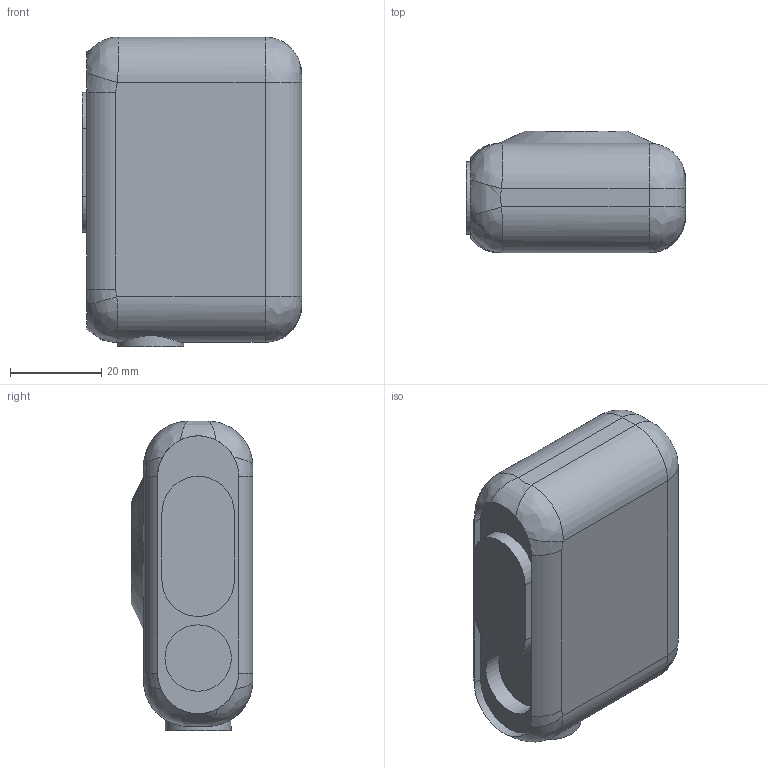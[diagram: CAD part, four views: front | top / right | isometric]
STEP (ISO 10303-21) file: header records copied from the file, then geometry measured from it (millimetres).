
FILE_DESCRIPTION(/* description */ (''),/* implementation_level */ '2;1');
FILE_NAME(/* name */ '4bfc4879-17cf-4bf4-bd70-203dc3496e99.stp',/* time_stamp */ '2019-07-21T14:10:06+02:00',/* author */ (''),/* organization */ (''),/* preprocessor_version */ 'ST-DEVELOPER v18',/* originating_system */ 'Autodesk Translation Framework v8.2.0.1029',/* authorisation */ '');
FILE_SCHEMA (('AUTOMOTIVE_DESIGN { 1 0 10303 214 3 1 1 }'));
Length unit declared in the file: millimetre
Products named in the file (1): 100_DXO_Camera
Bounding box: 48.1 x 26.7 x 68 mm (x, y, z)
Volume: 69073.5 mm3; surface area: 10651.6 mm2
Topology: 1 solids, 1 shells, 47 faces, 109 edges, 66 vertices
Faces by surface type: cylinder 16, plane 16, bspline 14, cone 1
Full cylindrical faces by diameter (mm): 14.422 x1, 14.57 x1
Entity records: 1709 total; most frequent: CARTESIAN_POINT 639, ORIENTED_EDGE 218, DIRECTION 215, EDGE_CURVE 109, AXIS2_PLACEMENT_3D 87, VERTEX_POINT 66, CIRCLE 53, EDGE_LOOP 49
